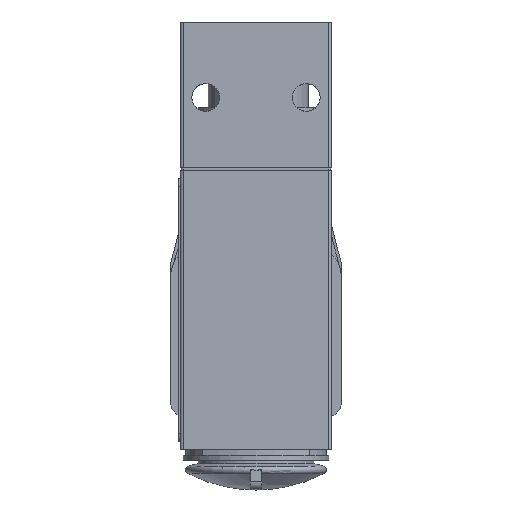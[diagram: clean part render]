
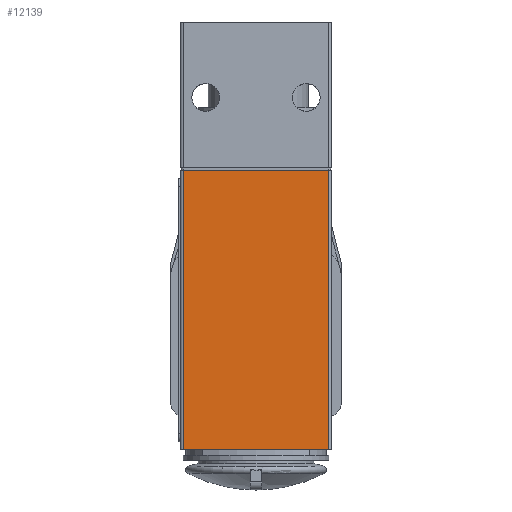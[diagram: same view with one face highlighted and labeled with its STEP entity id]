
A CAD part, front view. The second image highlights one B-rep face of the part: STEP entity #12139.
In plain terms, the highlighted planar face has unit normal (0, -1, 0).
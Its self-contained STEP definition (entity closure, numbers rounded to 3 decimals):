
#7180=CARTESIAN_POINT('',(14.5,-15.,0.));
#7181=VERTEX_POINT('',#7180);
#7231=CARTESIAN_POINT('',(-14.5,-15.,0.));
#7232=VERTEX_POINT('',#7231);
#7240=CARTESIAN_POINT('',(-14.5,-15.,0.));
#7241=DIRECTION('',(1.0,0.0,0.0));
#7242=VECTOR('',#7241,29.);
#7243=LINE('',#7240,#7242);
#7244=EDGE_CURVE('',#7232,#7181,#7243,.T.);
#8712=CARTESIAN_POINT('',(14.5,-15.,-55.5));
#8713=VERTEX_POINT('',#8712);
#8721=CARTESIAN_POINT('',(-14.5,-15.,-55.5));
#8722=VERTEX_POINT('',#8721);
#8723=CARTESIAN_POINT('',(-14.5,-15.,-55.5));
#8724=DIRECTION('',(1.0,0.0,0.0));
#8725=VECTOR('',#8724,29.);
#8726=LINE('',#8723,#8725);
#8727=EDGE_CURVE('',#8722,#8713,#8726,.T.);
#12114=CARTESIAN_POINT('',(14.5,-15.,0.));
#12115=DIRECTION('',(0.0,0.0,-1.0));
#12116=VECTOR('',#12115,55.5);
#12117=LINE('',#12114,#12116);
#12118=EDGE_CURVE('',#7181,#8713,#12117,.T.);
#12123=CARTESIAN_POINT('',(-15.,-15.,0.));
#12124=DIRECTION('',(0.0,-1.0,0.0));
#12125=DIRECTION('',(0.0,0.0,1.0));
#12126=AXIS2_PLACEMENT_3D('',#12123,#12124,#12125);
#12127=PLANE('',#12126);
#12128=ORIENTED_EDGE('',*,*,#12118,.F.);
#12129=ORIENTED_EDGE('',*,*,#7244,.F.);
#12130=CARTESIAN_POINT('',(-14.5,-15.,-55.5));
#12131=DIRECTION('',(0.0,0.0,1.0));
#12132=VECTOR('',#12131,55.5);
#12133=LINE('',#12130,#12132);
#12134=EDGE_CURVE('',#8722,#7232,#12133,.T.);
#12135=ORIENTED_EDGE('',*,*,#12134,.F.);
#12136=ORIENTED_EDGE('',*,*,#8727,.T.);
#12137=EDGE_LOOP('',(#12128,#12129,#12135,#12136));
#12138=FACE_OUTER_BOUND('',#12137,.T.);
#12139=ADVANCED_FACE('',(#12138),#12127,.T.);
